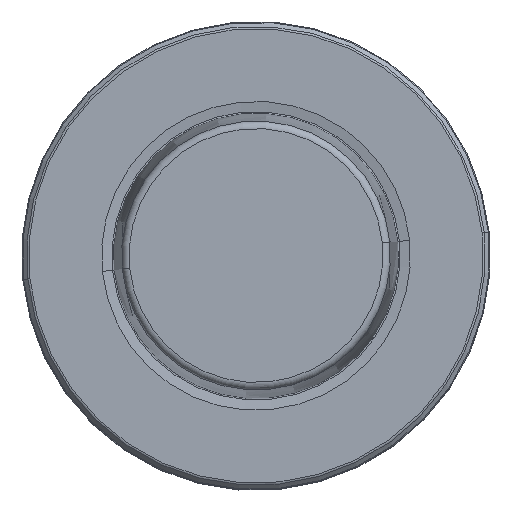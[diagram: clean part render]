
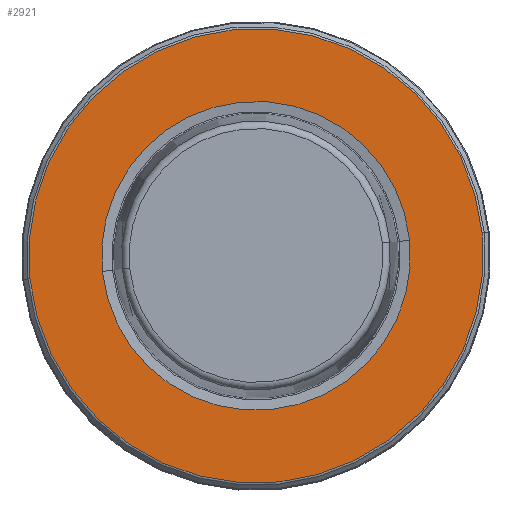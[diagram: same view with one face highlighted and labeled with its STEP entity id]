
A CAD part, top view. The second image highlights one B-rep face of the part: STEP entity #2921.
In plain terms, the highlighted planar face has unit normal (0, 0, 1).
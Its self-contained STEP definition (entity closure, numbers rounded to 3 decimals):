
#55 = VERTEX_POINT ( 'NONE', #1529 ) ;
#94 = CARTESIAN_POINT ( 'NONE',  ( -23.617, -2.614, 63.238 ) ) ;
#196 = EDGE_CURVE ( 'NONE', #2909, #1900, #2112, .T. ) ;
#280 = FACE_BOUND ( 'NONE', #1473, .T. ) ;
#319 = DIRECTION ( 'NONE',  ( 0.995, 0.101, 0. ) ) ;
#332 = CIRCLE ( 'NONE', #1127, 20.745 ) ;
#491 = CARTESIAN_POINT ( 'NONE',  ( -23.617, -2.614, 63.238 ) ) ;
#501 = DIRECTION ( 'NONE',  ( 0.995, 0.101, 0. ) ) ;
#516 = CARTESIAN_POINT ( 'NONE',  ( -44.257, -4.703, 63.238 ) ) ;
#698 = CIRCLE ( 'NONE', #2689, 30.534 ) ;
#729 = PLANE ( 'NONE',  #956 ) ;
#782 = AXIS2_PLACEMENT_3D ( 'NONE', #951, #2513, #1176 ) ;
#878 = DIRECTION ( 'NONE',  ( 0.995, 0.101, 0. ) ) ;
#882 = VERTEX_POINT ( 'NONE', #2158 ) ;
#893 = FACE_OUTER_BOUND ( 'NONE', #1150, .T. ) ;
#901 = DIRECTION ( 'NONE',  ( 0., 0., 1. ) ) ;
#951 = CARTESIAN_POINT ( 'NONE',  ( -23.617, -2.614, 63.238 ) ) ;
#956 = AXIS2_PLACEMENT_3D ( 'NONE', #2517, #1858, #501 ) ;
#978 = ORIENTED_EDGE ( 'NONE', *, *, #2254, .F. ) ;
#1127 = AXIS2_PLACEMENT_3D ( 'NONE', #2237, #901, #2459 ) ;
#1150 = EDGE_LOOP ( 'NONE', ( #2408, #1704 ) ) ;
#1176 = DIRECTION ( 'NONE',  ( 0.995, 0.101, 0. ) ) ;
#1321 = EDGE_CURVE ( 'NONE', #882, #55, #698, .T. ) ;
#1379 = DIRECTION ( 'NONE',  ( 0., 0., 1. ) ) ;
#1473 = EDGE_LOOP ( 'NONE', ( #2713, #978 ) ) ;
#1529 = CARTESIAN_POINT ( 'NONE',  ( 6.762, 0.461, 63.238 ) ) ;
#1670 = DIRECTION ( 'NONE',  ( 0., 0., 1. ) ) ;
#1704 = ORIENTED_EDGE ( 'NONE', *, *, #1321, .T. ) ;
#1811 = EDGE_CURVE ( 'NONE', #55, #882, #2160, .T. ) ;
#1858 = DIRECTION ( 'NONE',  ( 0., 0., 1. ) ) ;
#1900 = VERTEX_POINT ( 'NONE', #516 ) ;
#2112 = CIRCLE ( 'NONE', #2210, 20.745 ) ;
#2158 = CARTESIAN_POINT ( 'NONE',  ( -53.996, -5.689, 63.238 ) ) ;
#2160 = CIRCLE ( 'NONE', #782, 30.534 ) ;
#2210 = AXIS2_PLACEMENT_3D ( 'NONE', #491, #1379, #878 ) ;
#2237 = CARTESIAN_POINT ( 'NONE',  ( -23.617, -2.614, 63.238 ) ) ;
#2254 = EDGE_CURVE ( 'NONE', #1900, #2909, #332, .T. ) ;
#2279 = CARTESIAN_POINT ( 'NONE',  ( -2.978, -0.525, 63.238 ) ) ;
#2408 = ORIENTED_EDGE ( 'NONE', *, *, #1811, .T. ) ;
#2459 = DIRECTION ( 'NONE',  ( 0.995, 0.101, 0. ) ) ;
#2513 = DIRECTION ( 'NONE',  ( 0., 0., 1. ) ) ;
#2517 = CARTESIAN_POINT ( 'NONE',  ( -23.617, -2.614, 63.238 ) ) ;
#2689 = AXIS2_PLACEMENT_3D ( 'NONE', #94, #1670, #319 ) ;
#2713 = ORIENTED_EDGE ( 'NONE', *, *, #196, .F. ) ;
#2909 = VERTEX_POINT ( 'NONE', #2279 ) ;
#2921 = ADVANCED_FACE ( 'NONE', ( #893, #280 ), #729, .T. ) ;
